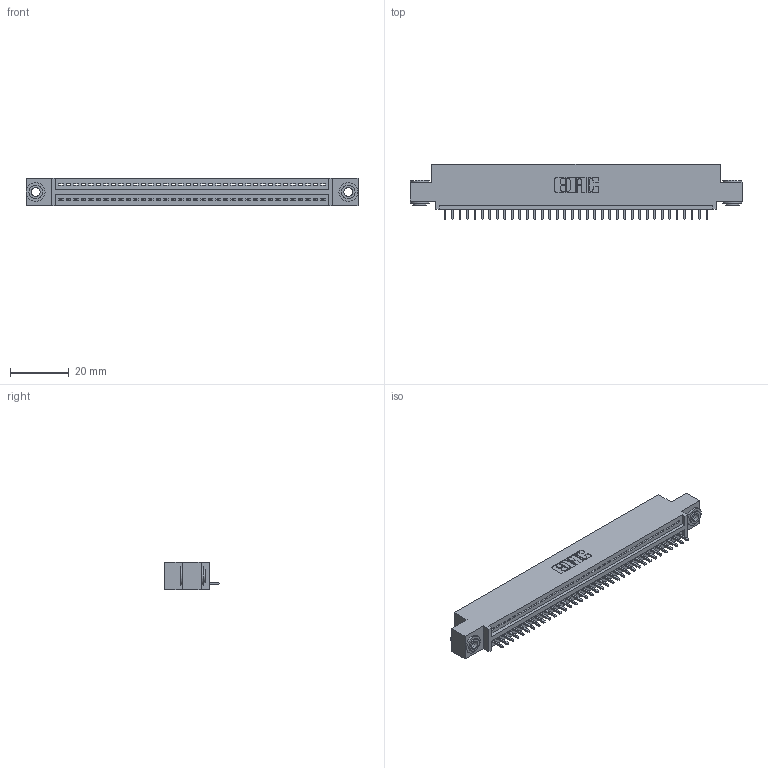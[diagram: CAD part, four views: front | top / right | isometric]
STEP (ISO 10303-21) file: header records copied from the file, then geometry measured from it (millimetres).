
FILE_DESCRIPTION (( 'STEP AP203' ), '1' );
FILE_NAME ('345-036-521-403.STEP', '2019-10-07T22:30:48', ( '' ), ( '' ), 'SwSTEP 2.0', 'SolidWorks 2016', '' );
FILE_SCHEMA (( 'CONFIG_CONTROL_DESIGN' ));
Length unit declared in the file: inch
Products named in the file (4): 345 Part_0.110 Offset - 0.156 Dia-TH; 345-292-001_345-293-121; 345-250-002_345-250-002-102; 345-036-521-403
Assembly tree (39 placements, depth 2):
  345-036-521-403
    345 Part_0.110 Offset - 0.156 Dia-TH
    345-292-001_345-293-121  x36
    345-250-002_345-250-002-102  x2
Bounding box: 112.65 x 18.72 x 9.4 mm (x, y, z)
Volume: 10494 mm3; surface area: 13759.8 mm2
Topology: 39 solids, 39 shells, 2256 faces, 6765 edges, 4458 vertices
Faces by surface type: plane 1534, cylinder 714, cone 8
Entity records: 28702 total; most frequent: CARTESIAN_POINT 4951, ORIENTED_EDGE 4914, DIRECTION 4363, EDGE_CURVE 2457, LINE 2157, VECTOR 2157, VERTEX_POINT 1634, AXIS2_PLACEMENT_3D 1103
